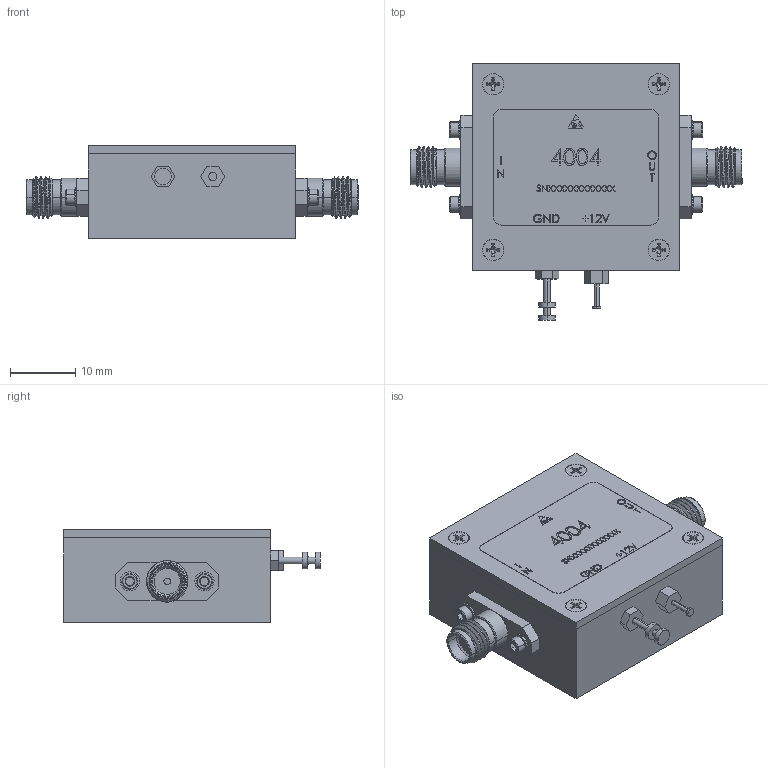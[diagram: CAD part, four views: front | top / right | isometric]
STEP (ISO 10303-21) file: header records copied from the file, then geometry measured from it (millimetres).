
FILE_DESCRIPTION (( 'STEP AP214' ), '1' );
FILE_NAME ('FMFD4004_3D.step', '2023-08-08T20:36:42', ( '' ), ( '' ), 'SwSTEP 2.0', 'SolidWorks 2022', '' );
FILE_SCHEMA (( 'AUTOMOTIVE_DESIGN' ));
Length unit declared in the file: inch
Products named in the file (1): FMFD4004_3D
Bounding box: 50.9 x 39.37 x 14.35 mm (x, y, z)
Volume: 15009.6 mm3; surface area: 5094.5 mm2
Topology: 1 solids, 13 shells, 1016 faces, 2600 edges, 1682 vertices
Faces by surface type: plane 540, cylinder 213, cone 152, bspline 111
Entity records: 43238 total; most frequent: CARTESIAN_POINT 20064, ORIENTED_EDGE 5152, DIRECTION 4206, EDGE_CURVE 2576, VERTEX_POINT 1682, LINE 1558, VECTOR 1558, AXIS2_PLACEMENT_3D 1324
